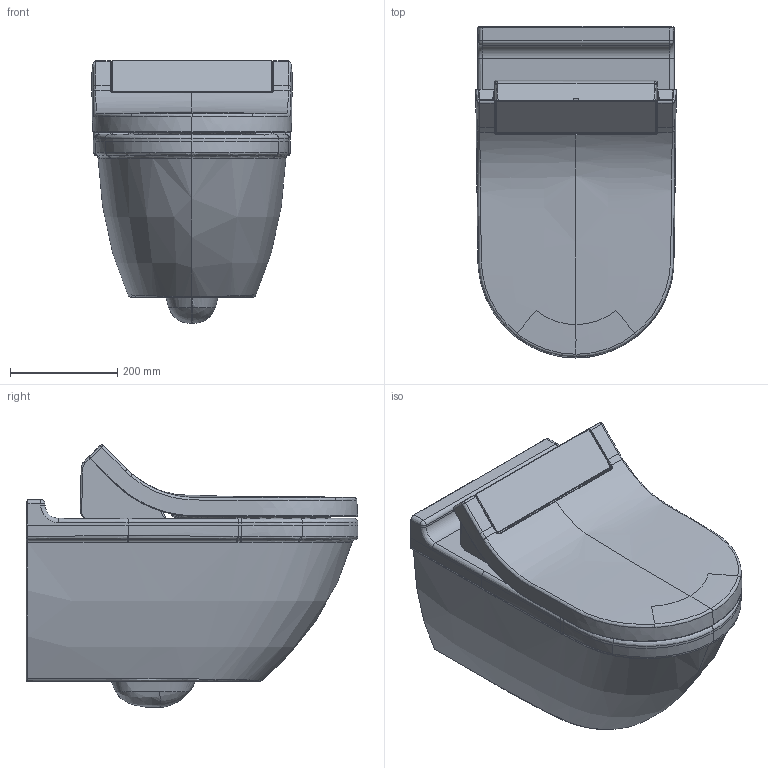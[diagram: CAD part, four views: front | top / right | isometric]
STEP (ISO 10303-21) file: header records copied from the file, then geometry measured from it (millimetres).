
FILE_DESCRIPTION(/* description */ (''),/* implementation_level */ '2;1');
FILE_NAME(/* name */ '252259',/* time_stamp */ '2025-01-31T14:38:24+01:00',/* author */ (''),/* organization */ (''),/* preprocessor_version */ 'ST-DEVELOPER v16.5',/* originating_system */ 'Rhino 7.37',/* authorisation */ '');
FILE_SCHEMA (('CONFIG_CONTROL_DESIGN'));
Products named in the file (1): Document
Bounding box: 374.54 x 620 x 491.25 mm (x, y, z)
Volume: 11642.4 mm3; surface area: 2300238.8 mm2
Topology: 3 solids, 11 shells, 4727 faces, 13149 edges, 8262 vertices
Faces by surface type: bspline 2090, plane 1583, cylinder 1054
Entity records: 406811 total; most frequent: CARTESIAN_POINT 326144, ORIENTED_EDGE 25367, EDGE_CURVE 13078, B_SPLINE_CURVE_WITH_KNOTS 10438, VERTEX_POINT 8262, EDGE_LOOP 4791, ADVANCED_FACE 4727, FACE_OUTER_BOUND 4727
